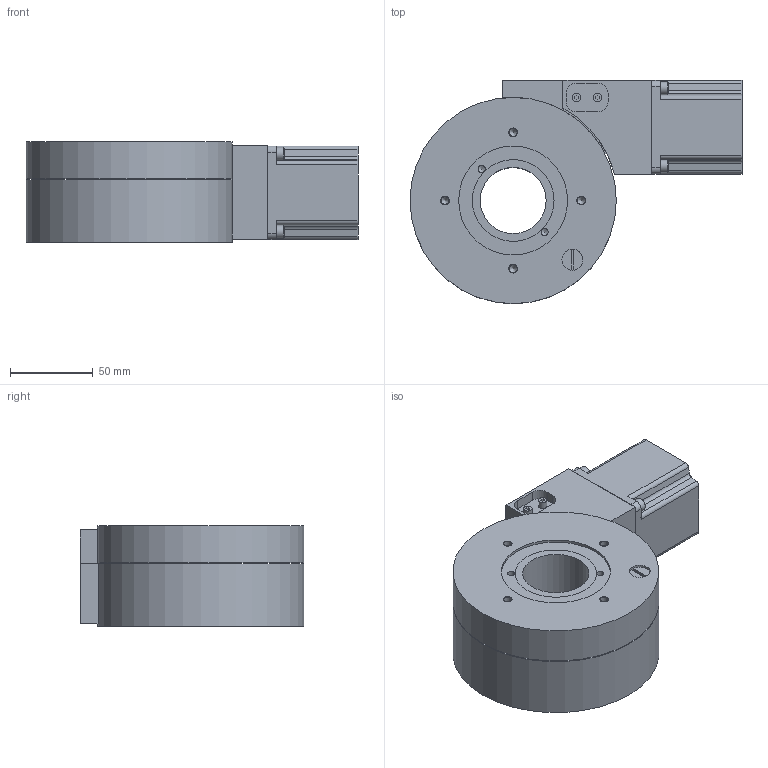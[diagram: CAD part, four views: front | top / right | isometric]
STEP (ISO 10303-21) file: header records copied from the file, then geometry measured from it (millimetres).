
FILE_DESCRIPTION(/* description */ ('Alibre Inc.'),/* implementation_level */ '2;1');
FILE_NAME(/* name */ 'export0',/* time_stamp */ '2014-03-20T12:20:00-04:00',/* author */ (''),/* organization */ (''),/* preprocessor_version */ 'ST-DEVELOPER v14',/* originating_system */ 'Alibre',/* authorisation */ '');
FILE_SCHEMA (('AUTOMOTIVE_DESIGN'));
Length unit declared in the file: inch
Bounding box: 201.11 x 135.38 x 60.63 mm (x, y, z)
Volume: 959006.2 mm3; surface area: 135697.6 mm2
Topology: 10 solids, 10 shells, 168 faces, 400 edges, 268 vertices
Faces by surface type: plane 103, cylinder 49, cone 16
Full cylindrical faces by diameter (mm): 4.318 x2, 4.826 x4, 5.08 x2, 6.35 x4, 7.874 x4, 9.525 x2, 12.7 x2, 40.005 x1, 49.53 x3, 66.015 x1, 124.968 x2
Entity records: 4354 total; most frequent: CARTESIAN_POINT 744, DIRECTION 673, ORIENTED_EDGE 664, EDGE_CURVE 332, AXIS2_PLACEMENT_3D 279, VERTEX_POINT 251, FACE_BOUND 247, EDGE_LOOP 239
